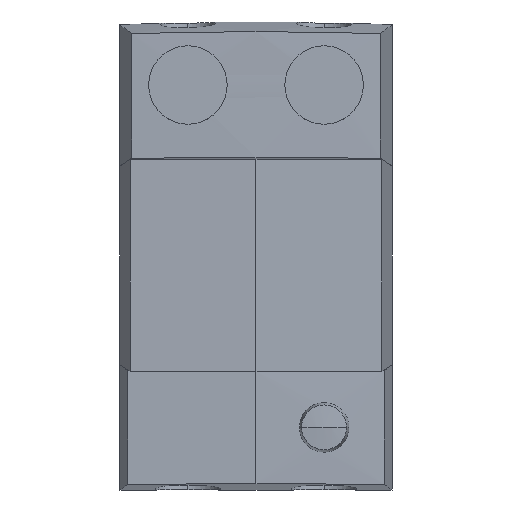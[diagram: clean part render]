
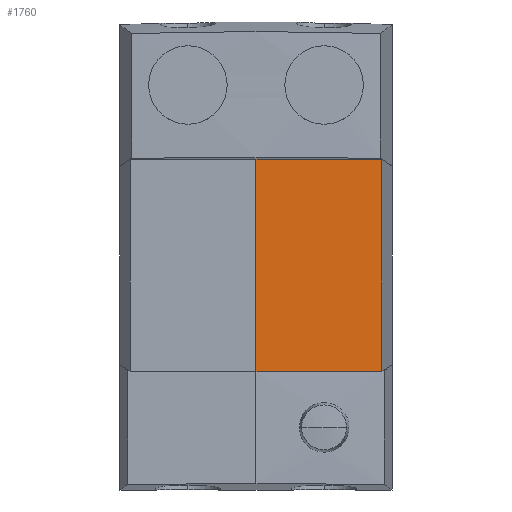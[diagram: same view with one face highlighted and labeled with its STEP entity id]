
A CAD part, top view. The second image highlights one B-rep face of the part: STEP entity #1760.
In plain terms, the highlighted cylindrical face has radius 2500 mm (diameter 5000 mm), a partial arc.
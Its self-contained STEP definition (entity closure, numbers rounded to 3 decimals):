
#9 = CARTESIAN_POINT ( 'NONE',  ( 115.59, 97.161, 92.508 ) ) ;
#37 = LINE ( 'NONE', #4036, #5589 ) ;
#142 = CARTESIAN_POINT ( 'NONE',  ( 0., -105., -2404.818 ) ) ;
#241 = EDGE_CURVE ( 'NONE', #2492, #1324, #37, .T. ) ;
#312 = CARTESIAN_POINT ( 'NONE',  ( 0., 97.525, 95.182 ) ) ;
#493 = CARTESIAN_POINT ( 'NONE',  ( 115.59, -97.161, 92.508 ) ) ;
#609 = CYLINDRICAL_SURFACE ( 'NONE', #2534, 2500. ) ;
#1016 = DIRECTION ( 'NONE',  ( 0., 1., 0. ) ) ;
#1078 = LINE ( 'NONE', #3003, #4920 ) ;
#1134 = CARTESIAN_POINT ( 'NONE',  ( 0., -97.525, 95.182 ) ) ;
#1324 = VERTEX_POINT ( 'NONE', #9 ) ;
#1439 = CARTESIAN_POINT ( 'NONE',  ( 96.293, -97.282, 93.402 ) ) ;
#1541 = ORIENTED_EDGE ( 'NONE', *, *, #241, .T. ) ;
#1578 = ORIENTED_EDGE ( 'NONE', *, *, #5993, .F. ) ;
#1760 = ADVANCED_FACE ( 'NONE', ( #3436 ), #609, .T. ) ;
#1959 = CARTESIAN_POINT ( 'NONE',  ( 0., -97.525, 95.182 ) ) ;
#1988 = EDGE_CURVE ( 'NONE', #2492, #3959, #4447, .T. ) ;
#2492 = VERTEX_POINT ( 'NONE', #6049 ) ;
#2534 = AXIS2_PLACEMENT_3D ( 'NONE', #142, #3156, #5054 ) ;
#2632 = B_SPLINE_CURVE_WITH_KNOTS ( 'NONE', 3,
 ( #3735, #5247, #5752, #2697 ),
 .UNSPECIFIED., .F., .F.,
 ( 4, 4 ),
 ( 0.13, 0.246 ),
 .UNSPECIFIED. ) ;
#2697 = CARTESIAN_POINT ( 'NONE',  ( 115.59, 97.161, 92.508 ) ) ;
#3003 = CARTESIAN_POINT ( 'NONE',  ( 0., -105., 95.182 ) ) ;
#3156 = DIRECTION ( 'NONE',  ( 0., 1., 0. ) ) ;
#3402 = VERTEX_POINT ( 'NONE', #312 ) ;
#3436 = FACE_OUTER_BOUND ( 'NONE', #5281, .T. ) ;
#3735 = CARTESIAN_POINT ( 'NONE',  ( 0., 97.525, 95.182 ) ) ;
#3959 = VERTEX_POINT ( 'NONE', #1134 ) ;
#4036 = CARTESIAN_POINT ( 'NONE',  ( 115.59, -105., 92.508 ) ) ;
#4360 = EDGE_CURVE ( 'NONE', #3402, #1324, #2632, .T. ) ;
#4447 = B_SPLINE_CURVE_WITH_KNOTS ( 'NONE', 3,
 ( #493, #1439, #5805, #4834, #1959 ),
 .UNSPECIFIED., .F., .F.,
 ( 4, 1, 4 ),
 ( 9.449, 9.507, 9.564 ),
 .UNSPECIFIED. ) ;
#4834 = CARTESIAN_POINT ( 'NONE',  ( 19.233, -97.525, 95.182 ) ) ;
#4920 = VECTOR ( 'NONE', #1016, 1000. ) ;
#5054 = DIRECTION ( 'NONE',  ( 0., 0., 1. ) ) ;
#5172 = ORIENTED_EDGE ( 'NONE', *, *, #4360, .F. ) ;
#5247 = CARTESIAN_POINT ( 'NONE',  ( 38.53, 97.525, 95.182 ) ) ;
#5281 = EDGE_LOOP ( 'NONE', ( #1578, #5926, #1541, #5172 ) ) ;
#5589 = VECTOR ( 'NONE', #5936, 1000. ) ;
#5752 = CARTESIAN_POINT ( 'NONE',  ( 77.06, 97.402, 94.292 ) ) ;
#5805 = CARTESIAN_POINT ( 'NONE',  ( 57.731, -97.464, 94.738 ) ) ;
#5926 = ORIENTED_EDGE ( 'NONE', *, *, #1988, .F. ) ;
#5936 = DIRECTION ( 'NONE',  ( 0., 1., 0. ) ) ;
#5993 = EDGE_CURVE ( 'NONE', #3959, #3402, #1078, .T. ) ;
#6049 = CARTESIAN_POINT ( 'NONE',  ( 115.59, -97.161, 92.508 ) ) ;
